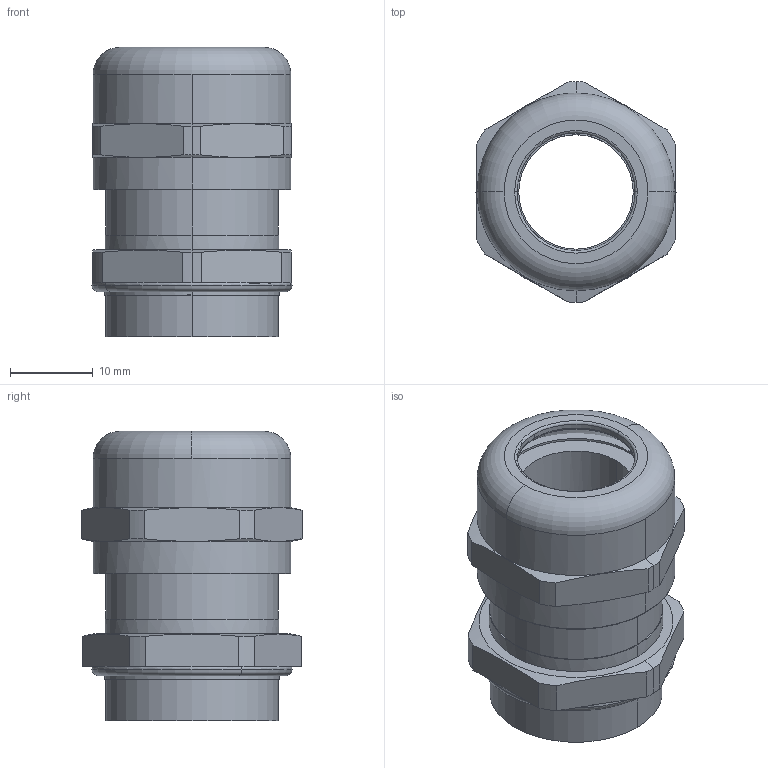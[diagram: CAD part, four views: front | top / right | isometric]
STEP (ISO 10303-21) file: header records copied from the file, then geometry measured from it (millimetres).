
FILE_DESCRIPTION(('CATIA V5R24 STEP','CAx-IF Rec.Pracs.--- Model Styling and Organization---1.2---2011-12-15'),'2;1');
FILE_NAME ('016438-2_1_1569100000_1569100000.stp','2018-03-28T06:39:10+00:00',('none'),('Weidmueller'),'CATIA Version 5-6 Release 2014 SP4 HF52','CATIA V5 STEP AP214','none');
FILE_SCHEMA(('AUTOMOTIVE_DESIGN { 1 0 10303 214 1 1 1 1 }'));
Length unit declared in the file: millimetre
Products named in the file (1): 65289_PG16
Bounding box: 24.17 x 26.65 x 34.96 mm (x, y, z)
Volume: 5988.1 mm3; surface area: 9944.6 mm2
Topology: 4 solids, 4 shells, 122 faces, 317 edges, 209 vertices
Faces by surface type: cylinder 54, plane 33, torus 18, cone 16, bspline 1
Entity records: 4310 total; most frequent: CARTESIAN_POINT 1440, ORIENTED_EDGE 634, DIRECTION 468, EDGE_CURVE 317, AXIS2_PLACEMENT_3D 263, VERTEX_POINT 209, CIRCLE 156, EDGE_LOOP 136
